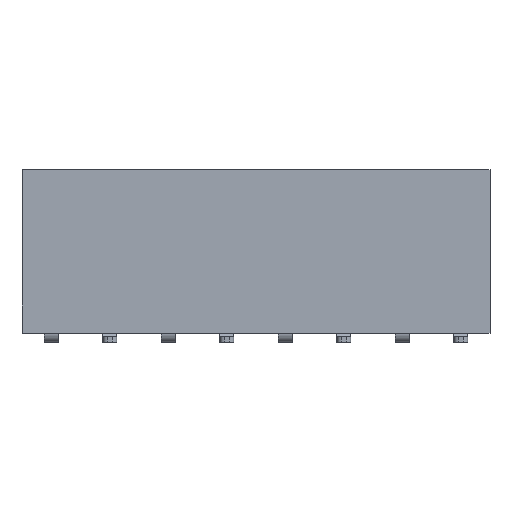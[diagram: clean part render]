
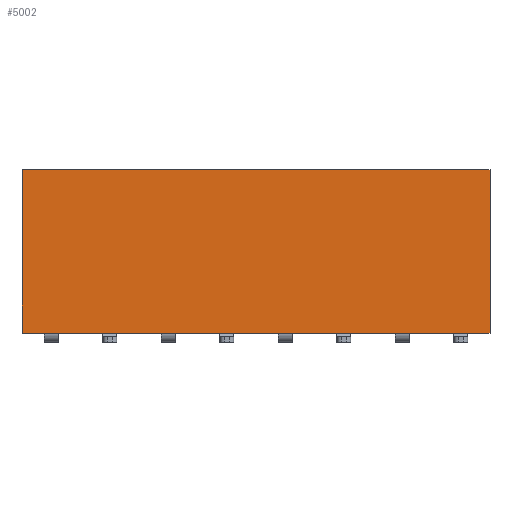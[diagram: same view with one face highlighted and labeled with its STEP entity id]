
A CAD part, top view. The second image highlights one B-rep face of the part: STEP entity #5002.
In plain terms, the highlighted planar face has unit normal (0, 0, 1).
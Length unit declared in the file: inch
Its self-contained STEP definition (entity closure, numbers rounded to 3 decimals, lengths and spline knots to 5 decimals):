
#459 = VERTEX_POINT ( 'NONE', #4583 ) ;
#598 = AXIS2_PLACEMENT_3D ( 'NONE', #14667, #1826, #16920 ) ;
#1826 = DIRECTION ( 'NONE',  ( 0., 0., 1. ) ) ;
#2770 = VECTOR ( 'NONE', #3943, 39.37008 ) ;
#2916 = VECTOR ( 'NONE', #22396, 39.37008 ) ;
#3943 = DIRECTION ( 'NONE',  ( 1., 0., 0. ) ) ;
#4583 = CARTESIAN_POINT ( 'NONE',  ( 0.8, 0., 0. ) ) ;
#4675 = EDGE_CURVE ( 'NONE', #19653, #5853, #23257, .T. ) ;
#5002 = ADVANCED_FACE ( 'NONE', ( #15591 ), #12628, .T. ) ;
#5853 = VERTEX_POINT ( 'NONE', #21934 ) ;
#6862 = EDGE_LOOP ( 'NONE', ( #10248, #15869, #8134, #15090 ) ) ;
#8134 = ORIENTED_EDGE ( 'NONE', *, *, #4675, .T. ) ;
#8531 = LINE ( 'NONE', #10369, #2770 ) ;
#9442 = EDGE_CURVE ( 'NONE', #13734, #459, #13752, .T. ) ;
#9514 = DIRECTION ( 'NONE',  ( 0., -1., 0. ) ) ;
#10248 = ORIENTED_EDGE ( 'NONE', *, *, #9442, .F. ) ;
#10369 = CARTESIAN_POINT ( 'NONE',  ( 0., 0., 0. ) ) ;
#10826 = CARTESIAN_POINT ( 'NONE',  ( 0.8, 0.27953, 0. ) ) ;
#12628 = PLANE ( 'NONE',  #598 ) ;
#13734 = VERTEX_POINT ( 'NONE', #10826 ) ;
#13752 = LINE ( 'NONE', #20258, #2916 ) ;
#14114 = EDGE_CURVE ( 'NONE', #13734, #19653, #18927, .T. ) ;
#14378 = DIRECTION ( 'NONE',  ( -1., 0., 0. ) ) ;
#14667 = CARTESIAN_POINT ( 'NONE',  ( 0., 0., 0. ) ) ;
#15090 = ORIENTED_EDGE ( 'NONE', *, *, #22327, .T. ) ;
#15151 = CARTESIAN_POINT ( 'NONE',  ( 0., 0.27953, 0. ) ) ;
#15591 = FACE_OUTER_BOUND ( 'NONE', #6862, .T. ) ;
#15869 = ORIENTED_EDGE ( 'NONE', *, *, #14114, .T. ) ;
#16920 = DIRECTION ( 'NONE',  ( 1., 0., 0. ) ) ;
#18927 = LINE ( 'NONE', #27182, #23937 ) ;
#19653 = VERTEX_POINT ( 'NONE', #15151 ) ;
#20194 = CARTESIAN_POINT ( 'NONE',  ( 0., 0., 0. ) ) ;
#20258 = CARTESIAN_POINT ( 'NONE',  ( 0.8, 0., 0. ) ) ;
#21886 = VECTOR ( 'NONE', #9514, 39.37008 ) ;
#21934 = CARTESIAN_POINT ( 'NONE',  ( 0., 0., 0. ) ) ;
#22327 = EDGE_CURVE ( 'NONE', #5853, #459, #8531, .T. ) ;
#22396 = DIRECTION ( 'NONE',  ( 0., -1., 0. ) ) ;
#23257 = LINE ( 'NONE', #20194, #21886 ) ;
#23937 = VECTOR ( 'NONE', #14378, 39.37008 ) ;
#27182 = CARTESIAN_POINT ( 'NONE',  ( 0., 0.27953, 0. ) ) ;
